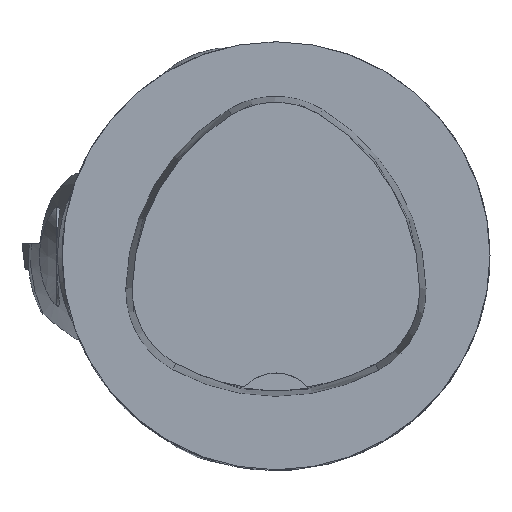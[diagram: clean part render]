
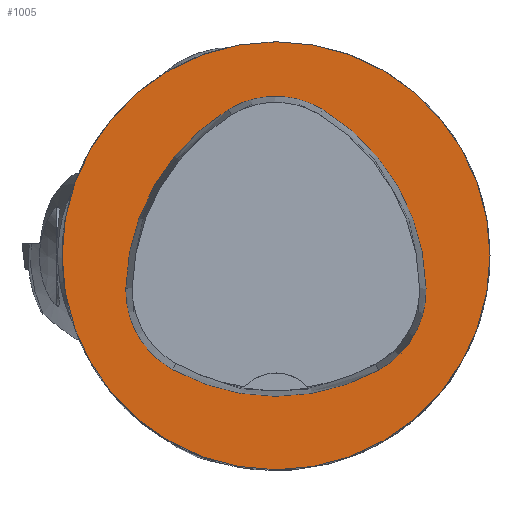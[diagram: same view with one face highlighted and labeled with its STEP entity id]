
A CAD part, top view. The second image highlights one B-rep face of the part: STEP entity #1005.
In plain terms, the highlighted planar face has unit normal (0, 0, 1).
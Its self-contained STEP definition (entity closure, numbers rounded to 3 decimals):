
#260=PLANE('',#7998);
#863=FACE_BOUND('',#1857,.T.);
#864=FACE_BOUND('',#1858,.T.);
#1005=ADVANCED_FACE('',(#863,#864),#260,.T.);
#1857=EDGE_LOOP('',(#3792,#3793,#3794,#3795,#3796,#3797));
#1858=EDGE_LOOP('',(#3798));
#3792=ORIENTED_EDGE('',*,*,#6750,.T.);
#3793=ORIENTED_EDGE('',*,*,#6730,.T.);
#3794=ORIENTED_EDGE('',*,*,#6734,.T.);
#3795=ORIENTED_EDGE('',*,*,#6737,.T.);
#3796=ORIENTED_EDGE('',*,*,#6740,.T.);
#3797=ORIENTED_EDGE('',*,*,#6748,.T.);
#3798=ORIENTED_EDGE('',*,*,#6474,.F.);
#5718=VERTEX_POINT('',#10713);
#5969=VERTEX_POINT('',#11308);
#5970=VERTEX_POINT('',#11309);
#5973=VERTEX_POINT('',#11317);
#5975=VERTEX_POINT('',#11323);
#5977=VERTEX_POINT('',#11329);
#5984=VERTEX_POINT('',#11350);
#6474=EDGE_CURVE('',#5718,#5718,#7569,.T.);
#6730=EDGE_CURVE('',#5969,#5970,#7634,.T.);
#6734=EDGE_CURVE('',#5970,#5973,#7636,.T.);
#6737=EDGE_CURVE('',#5973,#5975,#7638,.T.);
#6740=EDGE_CURVE('',#5975,#5977,#7640,.T.);
#6748=EDGE_CURVE('',#5977,#5984,#7644,.T.);
#6750=EDGE_CURVE('',#5984,#5969,#7646,.T.);
#7569=CIRCLE('',#7884,20.);
#7634=CIRCLE('',#7976,20.);
#7636=CIRCLE('',#7979,8.5);
#7638=CIRCLE('',#7982,20.);
#7640=CIRCLE('',#7985,8.5);
#7644=CIRCLE('',#7990,20.);
#7646=CIRCLE('',#7993,8.5);
#7884=AXIS2_PLACEMENT_3D('',#10712,#8596,#8597);
#7976=AXIS2_PLACEMENT_3D('',#11307,#8948,#8949);
#7979=AXIS2_PLACEMENT_3D('',#11316,#8956,#8957);
#7982=AXIS2_PLACEMENT_3D('',#11322,#8963,#8964);
#7985=AXIS2_PLACEMENT_3D('',#11328,#8970,#8971);
#7990=AXIS2_PLACEMENT_3D('',#11351,#8982,#8983);
#7993=AXIS2_PLACEMENT_3D('',#11354,#8988,#8989);
#7998=AXIS2_PLACEMENT_3D('',#11359,#8998,#8999);
#8596=DIRECTION('',(0.,0.,-1.));
#8597=DIRECTION('',(-1.,0.,0.));
#8948=DIRECTION('',(0.,0.,-1.));
#8949=DIRECTION('',(-1.,0.,0.));
#8956=DIRECTION('',(0.,0.,-1.));
#8957=DIRECTION('',(-1.,0.,0.));
#8963=DIRECTION('',(0.,0.,-1.));
#8964=DIRECTION('',(-1.,0.,0.));
#8970=DIRECTION('',(0.,0.,-1.));
#8971=DIRECTION('',(-1.,0.,0.));
#8982=DIRECTION('',(0.,0.,-1.));
#8983=DIRECTION('',(-1.,0.,0.));
#8988=DIRECTION('',(0.,0.,-1.));
#8989=DIRECTION('',(-1.,0.,0.));
#8998=DIRECTION('',(0.,0.,1.));
#8999=DIRECTION('',(1.,0.,0.));
#10712=CARTESIAN_POINT('',(0.,0.,0.));
#10713=CARTESIAN_POINT('',(-20.,0.,0.));
#11307=CARTESIAN_POINT('',(5.955,-3.414,0.));
#11308=CARTESIAN_POINT('',(-14.041,-3.042,0.));
#11309=CARTESIAN_POINT('',(-4.472,13.653,0.));
#11316=CARTESIAN_POINT('',(-0.04,6.4,0.));
#11317=CARTESIAN_POINT('',(4.347,13.68,0.));
#11322=CARTESIAN_POINT('',(-5.976,-3.45,0.));
#11323=CARTESIAN_POINT('',(14.021,-3.075,0.));
#11328=CARTESIAN_POINT('',(5.522,-3.235,0.));
#11329=CARTESIAN_POINT('',(9.588,-10.699,0.));
#11350=CARTESIAN_POINT('',(-9.655,-10.639,0.));
#11351=CARTESIAN_POINT('',(0.022,6.864,0.));
#11354=CARTESIAN_POINT('',(-5.543,-3.2,0.));
#11359=CARTESIAN_POINT('',(0.,0.,0.));
